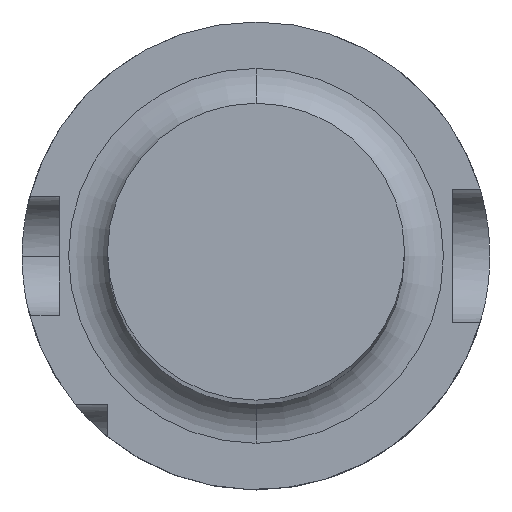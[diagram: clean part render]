
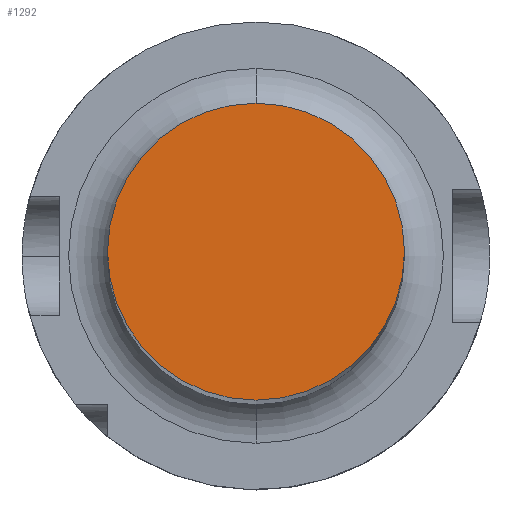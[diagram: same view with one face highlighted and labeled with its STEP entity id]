
A CAD part, top view. The second image highlights one B-rep face of the part: STEP entity #1292.
In plain terms, the highlighted planar face has unit normal (0, 0, 1).
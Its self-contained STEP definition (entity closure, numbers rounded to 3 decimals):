
#114 = CARTESIAN_POINT ( 'NONE',  ( 0., 0., 346. ) ) ;
#330 = EDGE_CURVE ( 'NONE', #2761, #1962, #845, .T. ) ;
#331 = CARTESIAN_POINT ( 'NONE',  ( -20., 0., 346. ) ) ;
#557 = CARTESIAN_POINT ( 'NONE',  ( 0., 20., 346. ) ) ;
#733 = AXIS2_PLACEMENT_3D ( 'NONE', #3791, #2594, #1037 ) ;
#769 = ORIENTED_EDGE ( 'NONE', *, *, #3774, .F. ) ;
#820 = AXIS2_PLACEMENT_3D ( 'NONE', #557, #3702, #1513 ) ;
#845 = CIRCLE ( 'NONE', #1893, 20. ) ;
#903 = CIRCLE ( 'NONE', #733, 20. ) ;
#962 = CARTESIAN_POINT ( 'NONE',  ( 20., 0., 346. ) ) ;
#1037 = DIRECTION ( 'NONE',  ( -1., 0., 0. ) ) ;
#1292 = ADVANCED_FACE ( 'NONE', ( #3950 ), #2145, .T. ) ;
#1431 = EDGE_LOOP ( 'NONE', ( #2821, #769 ) ) ;
#1513 = DIRECTION ( 'NONE',  ( 1., 0., 0. ) ) ;
#1893 = AXIS2_PLACEMENT_3D ( 'NONE', #114, #1968, #2278 ) ;
#1962 = VERTEX_POINT ( 'NONE', #962 ) ;
#1968 = DIRECTION ( 'NONE',  ( 0., 0., -1. ) ) ;
#2145 = PLANE ( 'NONE',  #820 ) ;
#2278 = DIRECTION ( 'NONE',  ( -1., 0., 0. ) ) ;
#2594 = DIRECTION ( 'NONE',  ( 0., 0., -1. ) ) ;
#2761 = VERTEX_POINT ( 'NONE', #331 ) ;
#2821 = ORIENTED_EDGE ( 'NONE', *, *, #330, .F. ) ;
#3702 = DIRECTION ( 'NONE',  ( 0., 0., 1. ) ) ;
#3774 = EDGE_CURVE ( 'NONE', #1962, #2761, #903, .T. ) ;
#3791 = CARTESIAN_POINT ( 'NONE',  ( 0., 0., 346. ) ) ;
#3950 = FACE_OUTER_BOUND ( 'NONE', #1431, .T. ) ;
